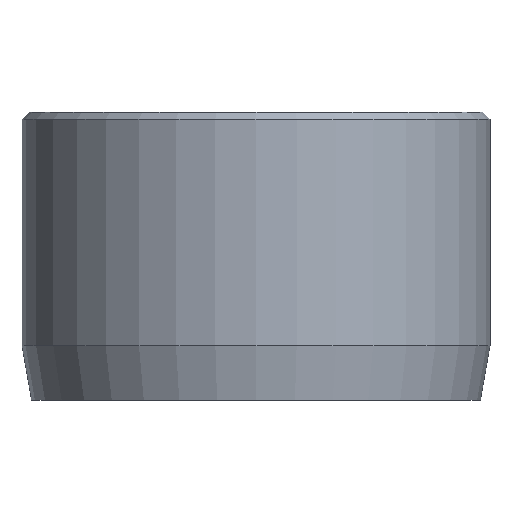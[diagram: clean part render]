
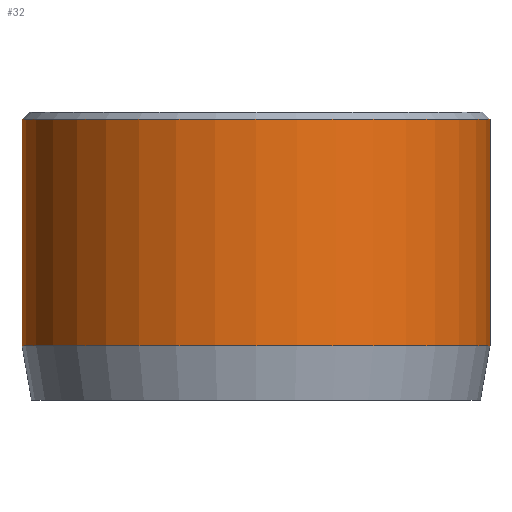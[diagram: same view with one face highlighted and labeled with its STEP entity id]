
A CAD part, front view. The second image highlights one B-rep face of the part: STEP entity #32.
In plain terms, the highlighted cylindrical face has radius 6.5 mm (diameter 13 mm), a partial arc.
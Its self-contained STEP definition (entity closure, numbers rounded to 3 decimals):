
#32 = ADVANCED_FACE ( 'NONE', ( #783 ), #758, .T. ) ;
#39 = DIRECTION ( 'NONE',  ( 1., 0., 0. ) ) ;
#47 = DIRECTION ( 'NONE',  ( 0., 0., -1. ) ) ;
#66 = CARTESIAN_POINT ( 'NONE',  ( 0., 0., 7.8 ) ) ;
#95 = VERTEX_POINT ( 'NONE', #220 ) ;
#131 = CARTESIAN_POINT ( 'NONE',  ( 0., 0., 1.5 ) ) ;
#220 = CARTESIAN_POINT ( 'NONE',  ( -6.5, 0., 1.5 ) ) ;
#243 = DIRECTION ( 'NONE',  ( 1., 0., 0. ) ) ;
#245 = CARTESIAN_POINT ( 'NONE',  ( 6.5, 0., 8. ) ) ;
#255 = DIRECTION ( 'NONE',  ( 0., 0., -1. ) ) ;
#360 = DIRECTION ( 'NONE',  ( 0., 0., -1. ) ) ;
#364 = DIRECTION ( 'NONE',  ( -1., 0., 0. ) ) ;
#372 = VERTEX_POINT ( 'NONE', #1188 ) ;
#382 = CARTESIAN_POINT ( 'NONE',  ( 0., 0., 8. ) ) ;
#428 = VECTOR ( 'NONE', #997, 1000. ) ;
#449 = VECTOR ( 'NONE', #255, 1000. ) ;
#465 = LINE ( 'NONE', #1058, #428 ) ;
#487 = AXIS2_PLACEMENT_3D ( 'NONE', #131, #802, #243 ) ;
#489 = ORIENTED_EDGE ( 'NONE', *, *, #834, .T. ) ;
#518 = EDGE_CURVE ( 'NONE', #689, #372, #900, .T. ) ;
#640 = VERTEX_POINT ( 'NONE', #777 ) ;
#644 = CARTESIAN_POINT ( 'NONE',  ( 6.5, 0., 7.8 ) ) ;
#659 = ORIENTED_EDGE ( 'NONE', *, *, #752, .T. ) ;
#689 = VERTEX_POINT ( 'NONE', #644 ) ;
#728 = EDGE_CURVE ( 'NONE', #689, #640, #1128, .T. ) ;
#752 = EDGE_CURVE ( 'NONE', #640, #95, #465, .T. ) ;
#758 = CYLINDRICAL_SURFACE ( 'NONE', #1151, 6.5 ) ;
#777 = CARTESIAN_POINT ( 'NONE',  ( -6.5, 0., 7.8 ) ) ;
#783 = FACE_OUTER_BOUND ( 'NONE', #1043, .T. ) ;
#802 = DIRECTION ( 'NONE',  ( 0., 0., 1. ) ) ;
#834 = EDGE_CURVE ( 'NONE', #95, #372, #1039, .T. ) ;
#847 = ORIENTED_EDGE ( 'NONE', *, *, #518, .F. ) ;
#878 = ORIENTED_EDGE ( 'NONE', *, *, #728, .T. ) ;
#900 = LINE ( 'NONE', #245, #449 ) ;
#997 = DIRECTION ( 'NONE',  ( 0., 0., -1. ) ) ;
#1039 = CIRCLE ( 'NONE', #487, 6.5 ) ;
#1043 = EDGE_LOOP ( 'NONE', ( #847, #878, #659, #489 ) ) ;
#1058 = CARTESIAN_POINT ( 'NONE',  ( -6.5, 0., 8. ) ) ;
#1089 = AXIS2_PLACEMENT_3D ( 'NONE', #66, #47, #39 ) ;
#1128 = CIRCLE ( 'NONE', #1089, 6.5 ) ;
#1151 = AXIS2_PLACEMENT_3D ( 'NONE', #382, #360, #364 ) ;
#1188 = CARTESIAN_POINT ( 'NONE',  ( 6.5, 0., 1.5 ) ) ;
